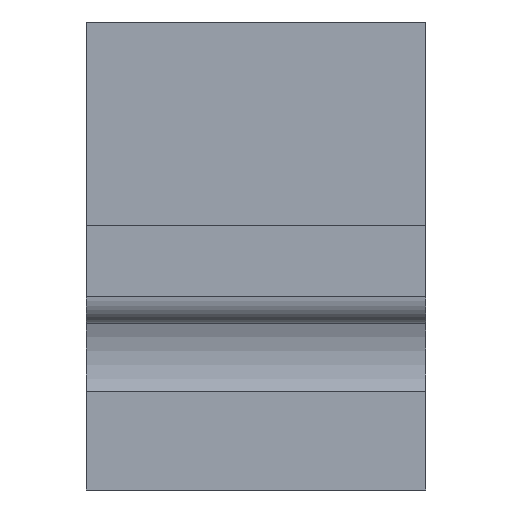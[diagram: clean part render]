
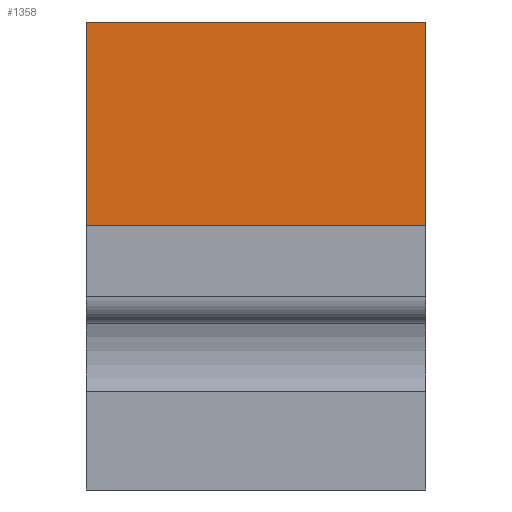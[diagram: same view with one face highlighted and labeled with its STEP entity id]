
A CAD part, front view. The second image highlights one B-rep face of the part: STEP entity #1358.
In plain terms, the highlighted planar face has unit normal (0, -1, 0).
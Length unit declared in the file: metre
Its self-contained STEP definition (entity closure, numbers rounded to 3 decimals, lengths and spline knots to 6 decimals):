
#394=ORIENTED_EDGE('',*,*,#402,.T.);
#395=ORIENTED_EDGE('',*,*,#463,.F.);
#396=ORIENTED_EDGE('',*,*,#593,.F.);
#397=ORIENTED_EDGE('',*,*,#476,.T.);
#402=EDGE_CURVE('',#594,#595,#722,.T.);
#463=EDGE_CURVE('',#655,#595,#783,.T.);
#476=EDGE_CURVE('',#665,#594,#794,.T.);
#593=EDGE_CURVE('',#665,#655,#909,.T.);
#594=VERTEX_POINT('',#1776);
#595=VERTEX_POINT('',#1777);
#655=VERTEX_POINT('',#1898);
#665=VERTEX_POINT('',#1925);
#722=LINE('',#1775,#910);
#783=LINE('',#1899,#971);
#794=LINE('',#1924,#982);
#909=LINE('',#2158,#1097);
#910=VECTOR('',#1447,1.);
#971=VECTOR('',#1510,1.);
#982=VECTOR('',#1531,1.);
#1097=VECTOR('',#1770,1.);
#1162=EDGE_LOOP('',(#394,#395,#396,#397));
#1228=FACE_BOUND('',#1162,.T.);
#1292=PLANE('',#1441);
#1358=ADVANCED_FACE('',(#1228),#1292,.F.);
#1441=AXIS2_PLACEMENT_3D('',#2157,#1768,#1769);
#1447=DIRECTION('',(1.,0.,0.));
#1510=DIRECTION('',(0.,0.,-1.));
#1531=DIRECTION('',(0.,0.,-1.));
#1768=DIRECTION('',(0.,1.,0.));
#1769=DIRECTION('',(0.,0.,1.));
#1770=DIRECTION('',(1.,0.,0.));
#1775=CARTESIAN_POINT('',(-0.01085,0.036643,0.001821));
#1776=CARTESIAN_POINT('',(-0.01335,0.036643,0.001821));
#1777=CARTESIAN_POINT('',(-0.00835,0.036643,0.001821));
#1898=CARTESIAN_POINT('',(-0.00835,0.036643,0.004821));
#1899=CARTESIAN_POINT('',(-0.00835,0.036643,0.004821));
#1924=CARTESIAN_POINT('',(-0.01335,0.036643,0.004821));
#1925=CARTESIAN_POINT('',(-0.01335,0.036643,0.004821));
#2157=CARTESIAN_POINT('',(-0.01085,0.036643,0.004821));
#2158=CARTESIAN_POINT('',(-0.01085,0.036643,0.004821));
